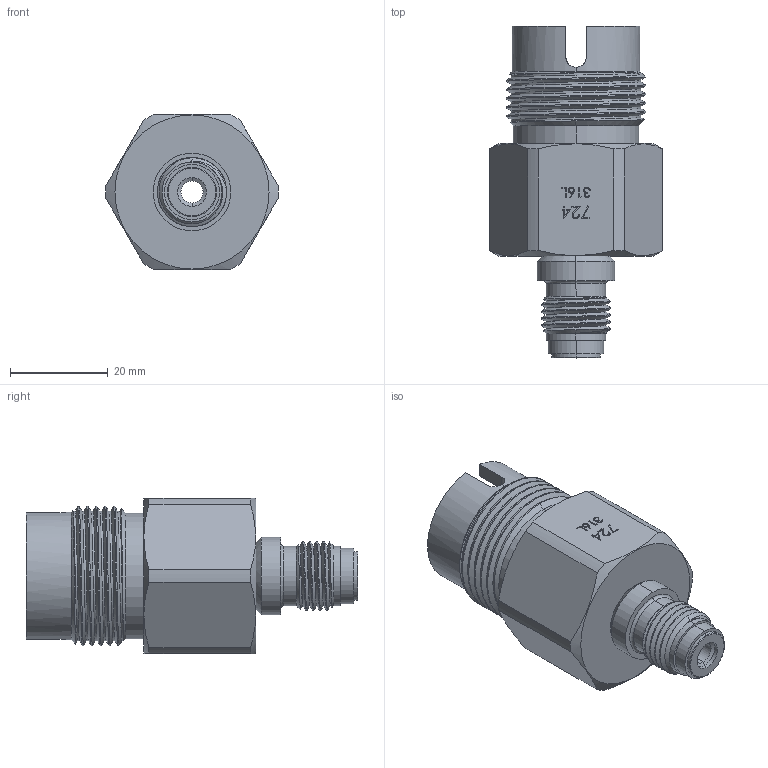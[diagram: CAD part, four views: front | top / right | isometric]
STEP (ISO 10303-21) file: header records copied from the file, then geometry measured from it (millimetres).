
FILE_DESCRIPTION (( 'STEP AP203' ), '1' );
FILE_NAME ('AD-724MSS-4MFS.STEP', '2025-08-08T17:02:02', ( '' ), ( '' ), 'SwSTEP 2.0', 'SolidWorks 2018', '' );
FILE_SCHEMA (( 'CONFIG_CONTROL_DESIGN' ));
Length unit declared in the file: inch
Products named in the file (3): PRT-001202; AD-724MSS-4MFS; PRT-004379
Assembly tree (2 placements, depth 2):
  AD-724MSS-4MFS
    PRT-001202
    PRT-004379
Bounding box: 35.3 x 67.82 x 31.75 mm (x, y, z)
Volume: 29081.7 mm3; surface area: 11019.3 mm2
Topology: 2 solids, 2 shells, 219 faces, 572 edges, 373 vertices
Faces by surface type: plane 75, cylinder 59, cone 41, bspline 38, torus 6
Entity records: 16116 total; most frequent: CARTESIAN_POINT 10852, ORIENTED_EDGE 1144, DIRECTION 863, EDGE_CURVE 572, VERTEX_POINT 373, AXIS2_PLACEMENT_3D 294, LINE 275, VECTOR 275
